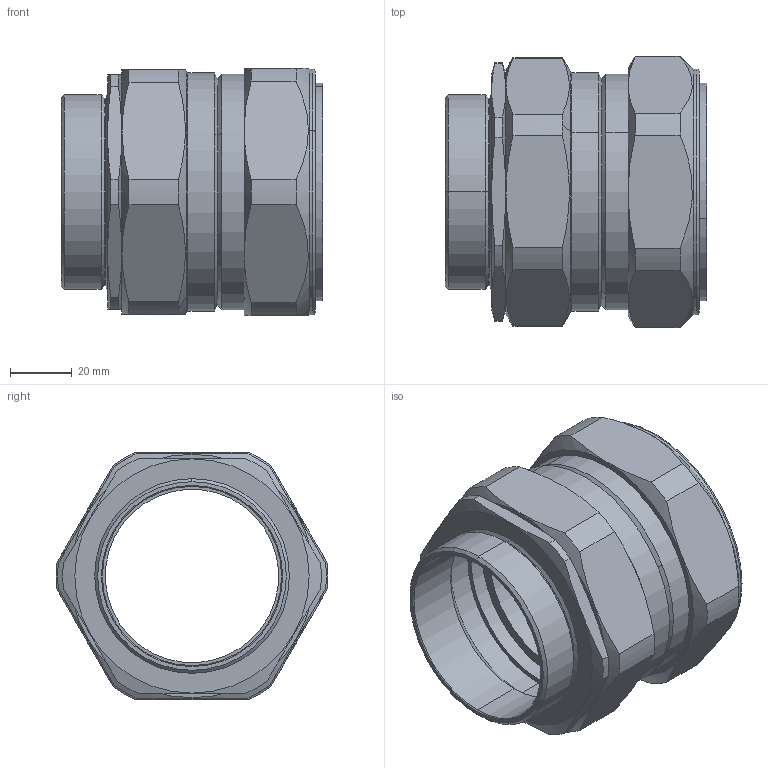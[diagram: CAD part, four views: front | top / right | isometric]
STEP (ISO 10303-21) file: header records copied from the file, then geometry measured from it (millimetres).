
FILE_DESCRIPTION (( 'STEP AP203' ), '1' );
FILE_NAME ('CX 63.step', '2015-12-01T15:40:30', ( 'bel_it' ), ( '' ), 'SwSTEP 2.0', 'SolidWorks 2014', '' );
FILE_SCHEMA (( 'CONFIG_CONTROL_DESIGN' ));
Length unit declared in the file: millimetre
Products named in the file (1): CX 63
Bounding box: 84.65 x 87.96 x 80 mm (x, y, z)
Surface area: 49017.9 mm2 (no closed solid volume)
Topology: 0 solids, 8 shells, 126 faces, 310 edges, 196 vertices
Faces by surface type: cone 46, cylinder 42, plane 30, torus 8
Entity records: 4156 total; most frequent: CARTESIAN_POINT 1075, DIRECTION 674, ORIENTED_EDGE 588, EDGE_CURVE 310, AXIS2_PLACEMENT_3D 287, VERTEX_POINT 196, CIRCLE 160, EDGE_LOOP 138
